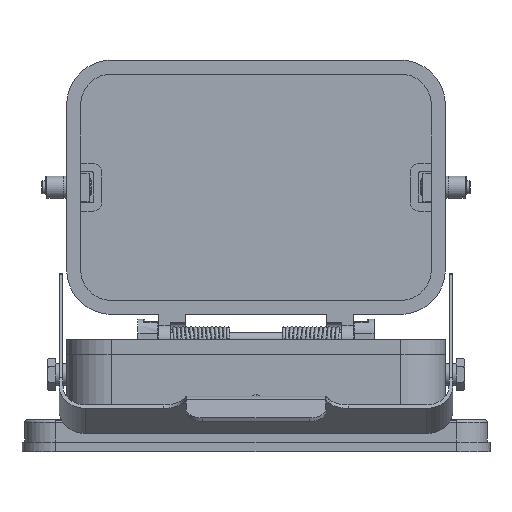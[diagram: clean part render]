
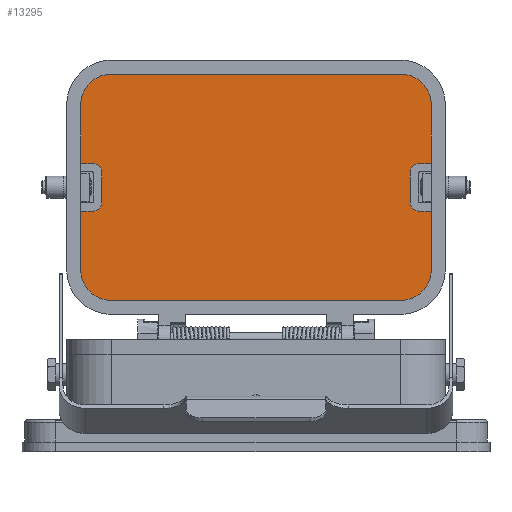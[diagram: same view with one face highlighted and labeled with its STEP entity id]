
A CAD part, front view. The second image highlights one B-rep face of the part: STEP entity #13295.
In plain terms, the highlighted planar face has unit normal (0, -1, 0).
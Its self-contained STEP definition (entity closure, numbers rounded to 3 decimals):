
#12522=CARTESIAN_POINT('',(-62.75,68.5,103.2));
#12523=VERTEX_POINT('',#12522);
#12530=CARTESIAN_POINT('',(-62.75,68.5,124.2));
#12531=VERTEX_POINT('',#12530);
#12532=CARTESIAN_POINT('',(-62.75,68.5,103.2));
#12533=DIRECTION('',(0.0,0.0,1.0));
#12534=VECTOR('',#12533,21.);
#12535=LINE('',#12532,#12534);
#12536=EDGE_CURVE('',#12523,#12531,#12535,.T.);
#12554=CARTESIAN_POINT('',(-62.75,68.5,65.2));
#12555=VERTEX_POINT('',#12554);
#12562=CARTESIAN_POINT('',(-62.75,68.5,86.2));
#12563=VERTEX_POINT('',#12562);
#12564=CARTESIAN_POINT('',(-62.75,68.5,65.2));
#12565=DIRECTION('',(0.0,0.0,1.0));
#12566=VECTOR('',#12565,21.);
#12567=LINE('',#12564,#12566);
#12568=EDGE_CURVE('',#12555,#12563,#12567,.T.);
#12764=CARTESIAN_POINT('',(62.75,68.5,86.2));
#12765=VERTEX_POINT('',#12764);
#12772=CARTESIAN_POINT('',(62.75,68.5,65.2));
#12773=VERTEX_POINT('',#12772);
#12774=CARTESIAN_POINT('',(62.75,68.5,86.2));
#12775=DIRECTION('',(0.0,0.0,-1.0));
#12776=VECTOR('',#12775,21.);
#12777=LINE('',#12774,#12776);
#12778=EDGE_CURVE('',#12765,#12773,#12777,.T.);
#12796=CARTESIAN_POINT('',(62.75,68.5,124.2));
#12797=VERTEX_POINT('',#12796);
#12804=CARTESIAN_POINT('',(62.75,68.5,103.2));
#12805=VERTEX_POINT('',#12804);
#12806=CARTESIAN_POINT('',(62.75,68.5,124.2));
#12807=DIRECTION('',(0.0,0.0,-1.0));
#12808=VECTOR('',#12807,21.);
#12809=LINE('',#12806,#12808);
#12810=EDGE_CURVE('',#12797,#12805,#12809,.T.);
#12960=CARTESIAN_POINT('',(-58.25,68.5,86.2));
#12961=VERTEX_POINT('',#12960);
#12962=CARTESIAN_POINT('',(-58.25,68.5,86.2));
#12963=DIRECTION('',(-1.0,0.0,0.0));
#12964=VECTOR('',#12963,4.5);
#12965=LINE('',#12962,#12964);
#12966=EDGE_CURVE('',#12961,#12563,#12965,.T.);
#13012=CARTESIAN_POINT('',(-55.25,68.5,89.2));
#13013=VERTEX_POINT('',#13012);
#13014=CARTESIAN_POINT('',(-58.25,68.5,89.2));
#13015=DIRECTION('',(0.0,1.0,0.0));
#13016=DIRECTION('',(0.0,0.0,-1.0));
#13017=AXIS2_PLACEMENT_3D('',#13014,#13015,#13016);
#13018=CIRCLE('',#13017,3.);
#13019=EDGE_CURVE('',#13013,#12961,#13018,.T.);
#13045=CARTESIAN_POINT('',(-55.25,68.5,100.2));
#13046=VERTEX_POINT('',#13045);
#13047=CARTESIAN_POINT('',(-55.25,68.5,100.2));
#13048=DIRECTION('',(0.0,0.0,-1.0));
#13049=VECTOR('',#13048,11.);
#13050=LINE('',#13047,#13049);
#13051=EDGE_CURVE('',#13046,#13013,#13050,.T.);
#13097=CARTESIAN_POINT('',(-58.25,68.5,103.2));
#13098=VERTEX_POINT('',#13097);
#13099=CARTESIAN_POINT('',(-58.25,68.5,100.2));
#13100=DIRECTION('',(0.0,1.0,0.0));
#13101=DIRECTION('',(1.0,0.0,0.0));
#13102=AXIS2_PLACEMENT_3D('',#13099,#13100,#13101);
#13103=CIRCLE('',#13102,3.);
#13104=EDGE_CURVE('',#13098,#13046,#13103,.T.);
#13152=CARTESIAN_POINT('',(-62.75,68.5,103.2));
#13153=DIRECTION('',(1.0,0.0,0.0));
#13154=VECTOR('',#13153,4.5);
#13155=LINE('',#13152,#13154);
#13156=EDGE_CURVE('',#12523,#13098,#13155,.T.);
#13191=CARTESIAN_POINT('',(0.,68.5,94.7));
#13192=DIRECTION('',(0.0,1.0,0.0));
#13193=DIRECTION('',(0.0,0.0,1.0));
#13194=AXIS2_PLACEMENT_3D('',#13191,#13192,#13193);
#13195=PLANE('',#13194);
#13196=ORIENTED_EDGE('',*,*,#12966,.T.);
#13197=ORIENTED_EDGE('',*,*,#12568,.F.);
#13198=CARTESIAN_POINT('',(-51.75,68.5,54.2));
#13199=VERTEX_POINT('',#13198);
#13200=CARTESIAN_POINT('',(-51.75,68.5,65.2));
#13201=DIRECTION('',(0.0,1.0,0.0));
#13202=DIRECTION('',(0.0,0.0,-1.0));
#13203=AXIS2_PLACEMENT_3D('',#13200,#13201,#13202);
#13204=CIRCLE('',#13203,11.0);
#13205=EDGE_CURVE('',#13199,#12555,#13204,.T.);
#13206=ORIENTED_EDGE('',*,*,#13205,.F.);
#13207=CARTESIAN_POINT('',(51.75,68.5,54.2));
#13208=VERTEX_POINT('',#13207);
#13209=CARTESIAN_POINT('',(51.75,68.5,54.2));
#13210=DIRECTION('',(-1.0,0.0,0.0));
#13211=VECTOR('',#13210,103.5);
#13212=LINE('',#13209,#13211);
#13213=EDGE_CURVE('',#13208,#13199,#13212,.T.);
#13214=ORIENTED_EDGE('',*,*,#13213,.F.);
#13215=CARTESIAN_POINT('',(51.75,68.5,65.2));
#13216=DIRECTION('',(0.0,1.0,0.0));
#13217=DIRECTION('',(1.0,0.0,0.0));
#13218=AXIS2_PLACEMENT_3D('',#13215,#13216,#13217);
#13219=CIRCLE('',#13218,11.);
#13220=EDGE_CURVE('',#12773,#13208,#13219,.T.);
#13221=ORIENTED_EDGE('',*,*,#13220,.F.);
#13222=ORIENTED_EDGE('',*,*,#12778,.F.);
#13223=CARTESIAN_POINT('',(58.25,68.5,86.2));
#13224=VERTEX_POINT('',#13223);
#13225=CARTESIAN_POINT('',(62.75,68.5,86.2));
#13226=DIRECTION('',(-1.0,0.0,0.0));
#13227=VECTOR('',#13226,4.5);
#13228=LINE('',#13225,#13227);
#13229=EDGE_CURVE('',#12765,#13224,#13228,.T.);
#13230=ORIENTED_EDGE('',*,*,#13229,.T.);
#13231=CARTESIAN_POINT('',(55.25,68.5,89.2));
#13232=VERTEX_POINT('',#13231);
#13233=CARTESIAN_POINT('',(58.25,68.5,89.2));
#13234=DIRECTION('',(0.0,1.0,0.0));
#13235=DIRECTION('',(0.0,0.0,-1.0));
#13236=AXIS2_PLACEMENT_3D('',#13233,#13234,#13235);
#13237=CIRCLE('',#13236,3.);
#13238=EDGE_CURVE('',#13224,#13232,#13237,.T.);
#13239=ORIENTED_EDGE('',*,*,#13238,.T.);
#13240=CARTESIAN_POINT('',(55.25,68.5,100.2));
#13241=VERTEX_POINT('',#13240);
#13242=CARTESIAN_POINT('',(55.25,68.5,89.2));
#13243=DIRECTION('',(0.0,0.0,1.0));
#13244=VECTOR('',#13243,11.);
#13245=LINE('',#13242,#13244);
#13246=EDGE_CURVE('',#13232,#13241,#13245,.T.);
#13247=ORIENTED_EDGE('',*,*,#13246,.T.);
#13248=CARTESIAN_POINT('',(58.25,68.5,103.2));
#13249=VERTEX_POINT('',#13248);
#13250=CARTESIAN_POINT('',(58.25,68.5,100.2));
#13251=DIRECTION('',(0.0,1.0,0.0));
#13252=DIRECTION('',(-1.0,0.0,0.0));
#13253=AXIS2_PLACEMENT_3D('',#13250,#13251,#13252);
#13254=CIRCLE('',#13253,3.);
#13255=EDGE_CURVE('',#13241,#13249,#13254,.T.);
#13256=ORIENTED_EDGE('',*,*,#13255,.T.);
#13257=CARTESIAN_POINT('',(58.25,68.5,103.2));
#13258=DIRECTION('',(1.0,0.0,0.0));
#13259=VECTOR('',#13258,4.5);
#13260=LINE('',#13257,#13259);
#13261=EDGE_CURVE('',#13249,#12805,#13260,.T.);
#13262=ORIENTED_EDGE('',*,*,#13261,.T.);
#13263=ORIENTED_EDGE('',*,*,#12810,.F.);
#13264=CARTESIAN_POINT('',(51.75,68.5,135.2));
#13265=VERTEX_POINT('',#13264);
#13266=CARTESIAN_POINT('',(51.75,68.5,124.2));
#13267=DIRECTION('',(0.0,1.0,0.0));
#13268=DIRECTION('',(0.0,0.0,1.0));
#13269=AXIS2_PLACEMENT_3D('',#13266,#13267,#13268);
#13270=CIRCLE('',#13269,11.0);
#13271=EDGE_CURVE('',#13265,#12797,#13270,.T.);
#13272=ORIENTED_EDGE('',*,*,#13271,.F.);
#13273=CARTESIAN_POINT('',(-51.75,68.5,135.2));
#13274=VERTEX_POINT('',#13273);
#13275=CARTESIAN_POINT('',(-51.75,68.5,135.2));
#13276=DIRECTION('',(1.0,0.0,0.0));
#13277=VECTOR('',#13276,103.5);
#13278=LINE('',#13275,#13277);
#13279=EDGE_CURVE('',#13274,#13265,#13278,.T.);
#13280=ORIENTED_EDGE('',*,*,#13279,.F.);
#13281=CARTESIAN_POINT('',(-51.75,68.5,124.2));
#13282=DIRECTION('',(0.0,1.0,0.0));
#13283=DIRECTION('',(-1.0,0.0,0.0));
#13284=AXIS2_PLACEMENT_3D('',#13281,#13282,#13283);
#13285=CIRCLE('',#13284,11.0);
#13286=EDGE_CURVE('',#12531,#13274,#13285,.T.);
#13287=ORIENTED_EDGE('',*,*,#13286,.F.);
#13288=ORIENTED_EDGE('',*,*,#12536,.F.);
#13289=ORIENTED_EDGE('',*,*,#13156,.T.);
#13290=ORIENTED_EDGE('',*,*,#13104,.T.);
#13291=ORIENTED_EDGE('',*,*,#13051,.T.);
#13292=ORIENTED_EDGE('',*,*,#13019,.T.);
#13293=EDGE_LOOP('',(#13196,#13197,#13206,#13214,#13221,#13222,#13230,#13239,#13247,#13256,#13262,#13263,#13272,#13280,#13287,#13288,#13289,#13290,#13291,#13292));
#13294=FACE_OUTER_BOUND('',#13293,.T.);
#13295=ADVANCED_FACE('',(#13294),#13195,.F.);
